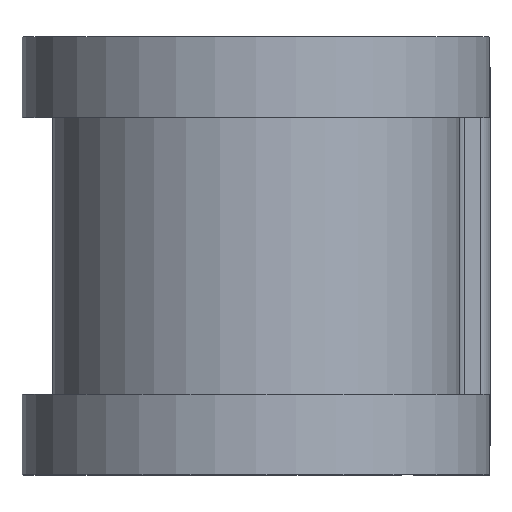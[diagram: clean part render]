
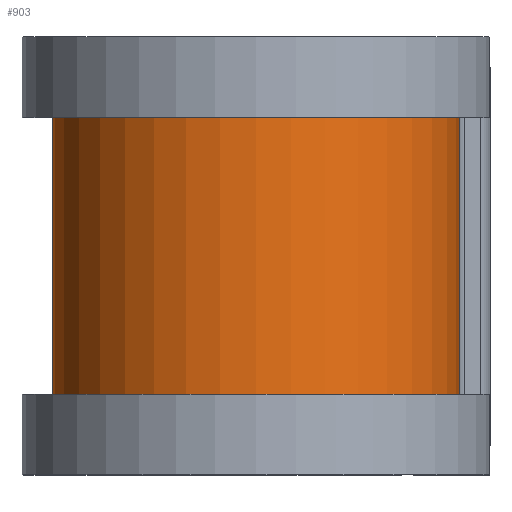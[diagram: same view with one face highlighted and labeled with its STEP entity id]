
A CAD part, top view. The second image highlights one B-rep face of the part: STEP entity #903.
In plain terms, the highlighted cylindrical face has radius 10.274 mm (diameter 20.549 mm), a partial arc.
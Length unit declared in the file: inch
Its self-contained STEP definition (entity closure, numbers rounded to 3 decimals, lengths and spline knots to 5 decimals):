
#18 = CARTESIAN_POINT ( 'NONE',  ( 0.4045, -0.275, 0. ) ) ;
#94 = LINE ( 'NONE', #523, #259 ) ;
#129 = EDGE_CURVE ( 'NONE', #714, #1102, #94, .T. ) ;
#132 = DIRECTION ( 'NONE',  ( 0., -1., 0. ) ) ;
#149 = DIRECTION ( 'NONE',  ( 0., -1., 0. ) ) ;
#259 = VECTOR ( 'NONE', #647, 39.37008 ) ;
#262 = AXIS2_PLACEMENT_3D ( 'NONE', #586, #1233, #1188 ) ;
#326 = EDGE_CURVE ( 'NONE', #1458, #1102, #857, .T. ) ;
#386 = EDGE_LOOP ( 'NONE', ( #407, #1425, #471, #1610 ) ) ;
#407 = ORIENTED_EDGE ( 'NONE', *, *, #1002, .F. ) ;
#471 = ORIENTED_EDGE ( 'NONE', *, *, #129, .T. ) ;
#480 = VECTOR ( 'NONE', #149, 39.37008 ) ;
#503 = LINE ( 'NONE', #964, #480 ) ;
#523 = CARTESIAN_POINT ( 'NONE',  ( 0., 0.375, -0.4045 ) ) ;
#533 = CYLINDRICAL_SURFACE ( 'NONE', #1707, 0.4045 ) ;
#578 = FACE_OUTER_BOUND ( 'NONE', #386, .T. ) ;
#586 = CARTESIAN_POINT ( 'NONE',  ( 0., -0.275, 0. ) ) ;
#595 = CARTESIAN_POINT ( 'NONE',  ( 0.4045, 0.275, 0. ) ) ;
#647 = DIRECTION ( 'NONE',  ( 0., -1., 0. ) ) ;
#714 = VERTEX_POINT ( 'NONE', #1689 ) ;
#759 = CARTESIAN_POINT ( 'NONE',  ( 0., 0.275, 0. ) ) ;
#805 = CARTESIAN_POINT ( 'NONE',  ( 0., 0.375, 0. ) ) ;
#857 = CIRCLE ( 'NONE', #262, 0.4045 ) ;
#896 = DIRECTION ( 'NONE',  ( 0., 0., -1. ) ) ;
#903 = ADVANCED_FACE ( 'NONE', ( #578 ), #533, .T. ) ;
#964 = CARTESIAN_POINT ( 'NONE',  ( 0.4045, 0.375, 0. ) ) ;
#1002 = EDGE_CURVE ( 'NONE', #1117, #1458, #503, .T. ) ;
#1077 = DIRECTION ( 'NONE',  ( 0., 0., -1. ) ) ;
#1102 = VERTEX_POINT ( 'NONE', #1527 ) ;
#1117 = VERTEX_POINT ( 'NONE', #595 ) ;
#1188 = DIRECTION ( 'NONE',  ( 0., 0., -1. ) ) ;
#1233 = DIRECTION ( 'NONE',  ( 0., -1., 0. ) ) ;
#1290 = CIRCLE ( 'NONE', #1410, 0.4045 ) ;
#1410 = AXIS2_PLACEMENT_3D ( 'NONE', #759, #1716, #896 ) ;
#1425 = ORIENTED_EDGE ( 'NONE', *, *, #1543, .T. ) ;
#1458 = VERTEX_POINT ( 'NONE', #18 ) ;
#1527 = CARTESIAN_POINT ( 'NONE',  ( 0., -0.275, -0.4045 ) ) ;
#1543 = EDGE_CURVE ( 'NONE', #1117, #714, #1290, .T. ) ;
#1610 = ORIENTED_EDGE ( 'NONE', *, *, #326, .F. ) ;
#1689 = CARTESIAN_POINT ( 'NONE',  ( 0., 0.275, -0.4045 ) ) ;
#1707 = AXIS2_PLACEMENT_3D ( 'NONE', #805, #132, #1077 ) ;
#1716 = DIRECTION ( 'NONE',  ( 0., -1., 0. ) ) ;
